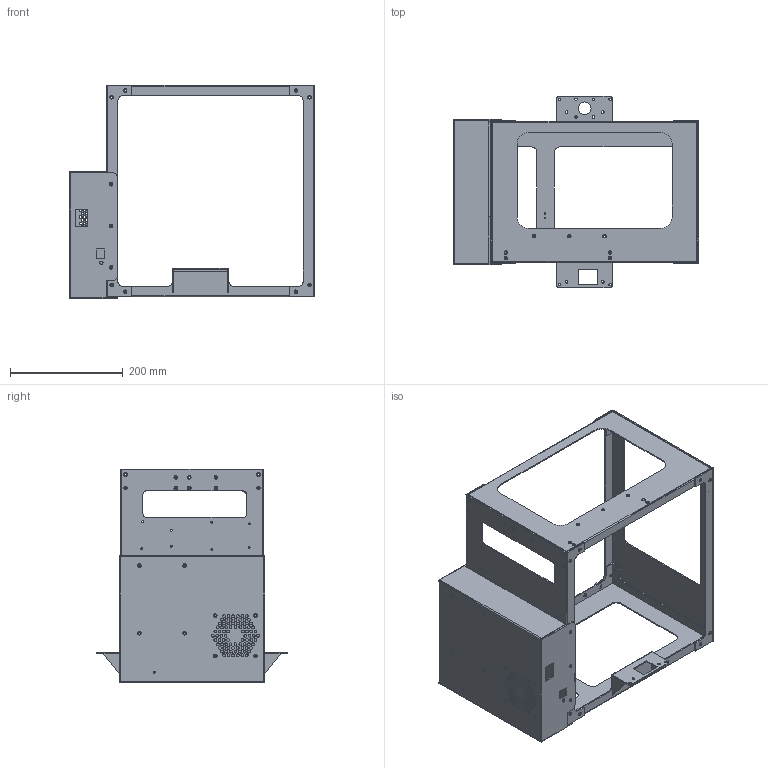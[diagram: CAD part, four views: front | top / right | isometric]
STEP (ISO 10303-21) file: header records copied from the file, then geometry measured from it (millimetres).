
FILE_DESCRIPTION(('FreeCAD Model'),'2;1');
FILE_NAME('hibiscus_frame_assembled..step','2017-11-29T09:08:00',('Author'),(''), 'Open CASCADE STEP processor 6.9','FreeCAD','Unknown');
FILE_SCHEMA(('AUTOMOTIVE_DESIGN { 1 0 10303 214 1 1 1 1 }'));
Products named in the file (1): muxedAssembly
Bounding box: 435 x 339 x 378.03 mm (x, y, z)
Surface area: 918195.3 mm2 (no closed solid volume)
Topology: 0 solids, 5 shells, 774 faces, 2085 edges, 1329 vertices
Faces by surface type: cylinder 421, plane 276, cone 73, sphere 4
Full cylindrical faces by diameter (mm): 2.5 x2, 3 x2, 3.4 x81, 3.5 x14, 4 x2, 4.22 x4, 4.39 x31, 4.4 x16, 4.5 x12, 5 x161, 6 x1, 7 x2, 16 x1, 22.5 x1
Entity records: 59302 total; most frequent: CARTESIAN_POINT 11007, DIRECTION 8131, LINE 4304, VECTOR 4304, ORIENTED_EDGE 4178, PCURVE 4162, DEFINITIONAL_REPRESENTATION 4162, EDGE_CURVE 2081
